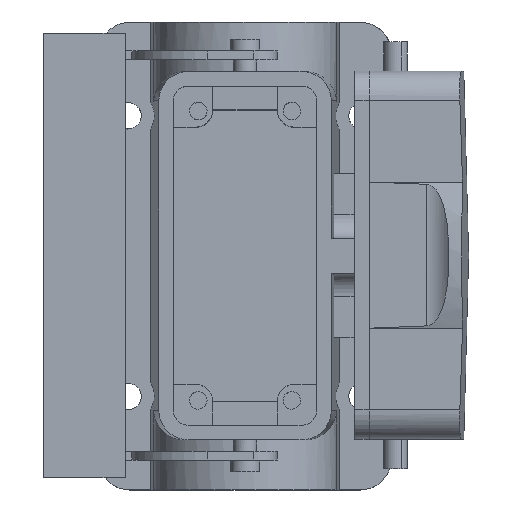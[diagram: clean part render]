
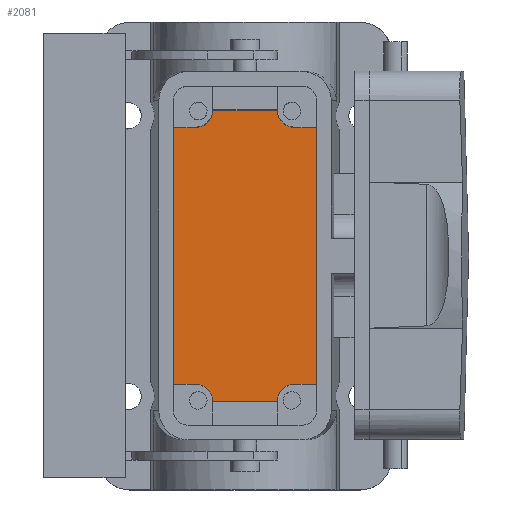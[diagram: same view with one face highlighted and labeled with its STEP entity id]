
A CAD part, top view. The second image highlights one B-rep face of the part: STEP entity #2081.
In plain terms, the highlighted planar face has unit normal (0, 0, 1).
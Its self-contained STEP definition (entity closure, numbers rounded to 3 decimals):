
#500=AXIS2_PLACEMENT_3D('Circle Axis2P3D',#498,#499,$) ;
#539=AXIS2_PLACEMENT_3D('Circle Axis2P3D',#537,#538,$) ;
#2025=AXIS2_PLACEMENT_3D('Plane Axis2P3D',#2022,#2023,#2024) ;
#2029=AXIS2_PLACEMENT_3D('Circle Axis2P3D',#2027,#2028,$) ;
#2057=AXIS2_PLACEMENT_3D('Circle Axis2P3D',#2055,#2056,$) ;
#474=CARTESIAN_POINT('Vertex',(46.75,18.,4.5)) ;
#477=CARTESIAN_POINT('Line Origine',(44.875,18.,4.5)) ;
#481=CARTESIAN_POINT('Vertex',(43.,18.,4.5)) ;
#498=CARTESIAN_POINT('Axis2P3D Location',(43.,15.,4.5)) ;
#502=CARTESIAN_POINT('Vertex',(40.,15.,4.5)) ;
#518=CARTESIAN_POINT('Line Origine',(34.5,15.,4.5)) ;
#522=CARTESIAN_POINT('Vertex',(29.,15.,4.5)) ;
#537=CARTESIAN_POINT('Axis2P3D Location',(26.,15.,4.5)) ;
#541=CARTESIAN_POINT('Vertex',(26.,18.,4.5)) ;
#556=CARTESIAN_POINT('Line Origine',(24.125,18.,4.5)) ;
#560=CARTESIAN_POINT('Vertex',(22.25,18.,4.5)) ;
#2001=CARTESIAN_POINT('Vertex',(46.75,62.,4.5)) ;
#2004=CARTESIAN_POINT('Line Origine',(46.75,40.,4.5)) ;
#2022=CARTESIAN_POINT('Axis2P3D Location',(34.5,40.,4.5)) ;
#2027=CARTESIAN_POINT('Axis2P3D Location',(26.,65.,4.5)) ;
#2031=CARTESIAN_POINT('Vertex',(26.,62.,4.5)) ;
#2033=CARTESIAN_POINT('Vertex',(29.,65.,4.5)) ;
#2036=CARTESIAN_POINT('Line Origine',(24.125,62.,4.5)) ;
#2040=CARTESIAN_POINT('Vertex',(22.25,62.,4.5)) ;
#2043=CARTESIAN_POINT('Line Origine',(22.25,40.,4.5)) ;
#2048=CARTESIAN_POINT('Line Origine',(44.875,62.,4.5)) ;
#2052=CARTESIAN_POINT('Vertex',(43.,62.,4.5)) ;
#2055=CARTESIAN_POINT('Axis2P3D Location',(43.,65.,4.5)) ;
#2059=CARTESIAN_POINT('Vertex',(40.,65.,4.5)) ;
#2062=CARTESIAN_POINT('Line Origine',(34.5,65.,4.5)) ;
#478=DIRECTION('Vector Direction',(1.,0.,0.)) ;
#499=DIRECTION('Axis2P3D Direction',(-0.,0.,-1.)) ;
#519=DIRECTION('Vector Direction',(-1.,0.,0.)) ;
#538=DIRECTION('Axis2P3D Direction',(0.,0.,-1.)) ;
#557=DIRECTION('Vector Direction',(-1.,0.,0.)) ;
#2005=DIRECTION('Vector Direction',(0.,-1.,0.)) ;
#2023=DIRECTION('Axis2P3D Direction',(-0.,0.,1.)) ;
#2024=DIRECTION('Axis2P3D XDirection',(0.,-1.,0.)) ;
#2028=DIRECTION('Axis2P3D Direction',(-0.,0.,1.)) ;
#2037=DIRECTION('Vector Direction',(-1.,0.,0.)) ;
#2044=DIRECTION('Vector Direction',(0.,1.,0.)) ;
#2049=DIRECTION('Vector Direction',(1.,0.,0.)) ;
#2056=DIRECTION('Axis2P3D Direction',(-0.,0.,1.)) ;
#2063=DIRECTION('Vector Direction',(-1.,0.,0.)) ;
#479=VECTOR('Line Direction',#478,1.) ;
#520=VECTOR('Line Direction',#519,1.) ;
#558=VECTOR('Line Direction',#557,1.) ;
#2006=VECTOR('Line Direction',#2005,1.) ;
#2038=VECTOR('Line Direction',#2037,1.) ;
#2045=VECTOR('Line Direction',#2044,1.) ;
#2050=VECTOR('Line Direction',#2049,1.) ;
#2064=VECTOR('Line Direction',#2063,1.) ;
#2068=ORIENTED_EDGE('',*,*,#2035,.F.) ;
#2069=ORIENTED_EDGE('',*,*,#2042,.T.) ;
#2070=ORIENTED_EDGE('',*,*,#2047,.T.) ;
#2071=ORIENTED_EDGE('',*,*,#562,.F.) ;
#2072=ORIENTED_EDGE('',*,*,#543,.F.) ;
#2073=ORIENTED_EDGE('',*,*,#524,.F.) ;
#2074=ORIENTED_EDGE('',*,*,#504,.F.) ;
#2075=ORIENTED_EDGE('',*,*,#483,.T.) ;
#2076=ORIENTED_EDGE('',*,*,#2008,.T.) ;
#2077=ORIENTED_EDGE('',*,*,#2054,.F.) ;
#2078=ORIENTED_EDGE('',*,*,#2061,.F.) ;
#2079=ORIENTED_EDGE('',*,*,#2066,.T.) ;
#2081=ADVANCED_FACE('Housing',(#2080),#2026,.T.) ;
#501=CIRCLE('generated circle',#500,3.) ;
#540=CIRCLE('generated circle',#539,3.) ;
#2030=CIRCLE('generated circle',#2029,3.) ;
#2058=CIRCLE('generated circle',#2057,3.) ;
#483=EDGE_CURVE('',#482,#475,#480,.T.) ;
#504=EDGE_CURVE('',#482,#503,#501,.F.) ;
#524=EDGE_CURVE('',#503,#523,#521,.T.) ;
#543=EDGE_CURVE('',#523,#542,#540,.F.) ;
#562=EDGE_CURVE('',#542,#561,#559,.T.) ;
#2008=EDGE_CURVE('',#475,#2002,#2007,.F.) ;
#2035=EDGE_CURVE('',#2032,#2034,#2030,.T.) ;
#2042=EDGE_CURVE('',#2032,#2041,#2039,.T.) ;
#2047=EDGE_CURVE('',#2041,#561,#2046,.F.) ;
#2054=EDGE_CURVE('',#2053,#2002,#2051,.T.) ;
#2061=EDGE_CURVE('',#2060,#2053,#2058,.T.) ;
#2066=EDGE_CURVE('',#2060,#2034,#2065,.T.) ;
#2067=EDGE_LOOP('',(#2068,#2069,#2070,#2071,#2072,#2073,#2074,#2075,#2076,#2077,#2078,#2079)) ;
#2080=FACE_OUTER_BOUND('',#2067,.T.) ;
#480=LINE('Line',#477,#479) ;
#521=LINE('Line',#518,#520) ;
#559=LINE('Line',#556,#558) ;
#2007=LINE('Line',#2004,#2006) ;
#2039=LINE('Line',#2036,#2038) ;
#2046=LINE('Line',#2043,#2045) ;
#2051=LINE('Line',#2048,#2050) ;
#2065=LINE('Line',#2062,#2064) ;
#2026=PLANE('',#2025) ;
#475=VERTEX_POINT('',#474) ;
#482=VERTEX_POINT('',#481) ;
#503=VERTEX_POINT('',#502) ;
#523=VERTEX_POINT('',#522) ;
#542=VERTEX_POINT('',#541) ;
#561=VERTEX_POINT('',#560) ;
#2002=VERTEX_POINT('',#2001) ;
#2032=VERTEX_POINT('',#2031) ;
#2034=VERTEX_POINT('',#2033) ;
#2041=VERTEX_POINT('',#2040) ;
#2053=VERTEX_POINT('',#2052) ;
#2060=VERTEX_POINT('',#2059) ;
